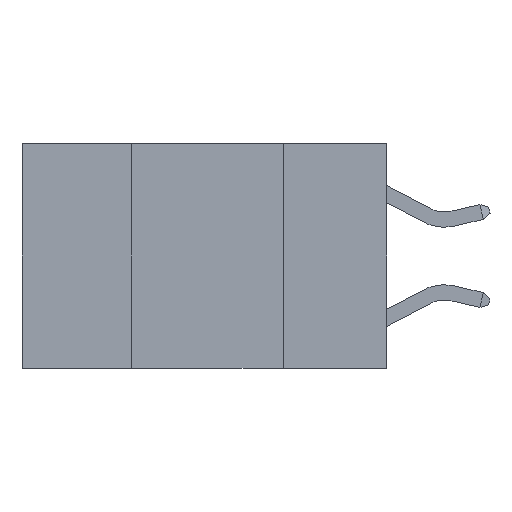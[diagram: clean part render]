
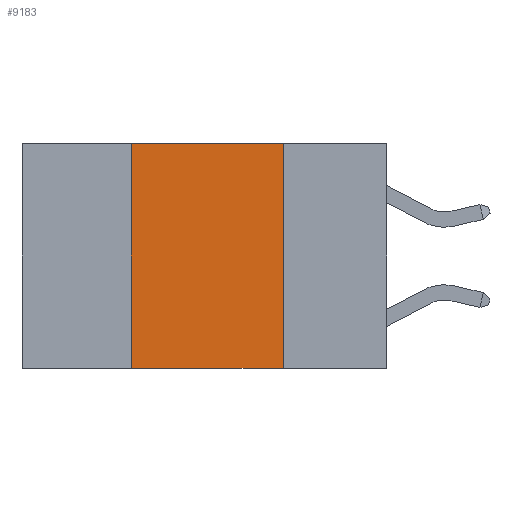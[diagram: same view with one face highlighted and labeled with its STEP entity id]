
A CAD part, left-side view. The second image highlights one B-rep face of the part: STEP entity #9183.
In plain terms, the highlighted planar face has unit normal (-1, 0, 0).
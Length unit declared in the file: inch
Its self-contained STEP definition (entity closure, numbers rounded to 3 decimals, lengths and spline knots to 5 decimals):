
#73 = CARTESIAN_POINT ( 'NONE',  ( 0., 0.42, 0. ) ) ;
#412 = DIRECTION ( 'NONE',  ( 0., -1., 0. ) ) ;
#652 = LINE ( 'NONE', #6688, #10346 ) ;
#693 = CARTESIAN_POINT ( 'NONE',  ( 0., 0.6, 0. ) ) ;
#746 = CARTESIAN_POINT ( 'NONE',  ( 0., 0.17, -0.37 ) ) ;
#1418 = VECTOR ( 'NONE', #412, 39.37008 ) ;
#1555 = ORIENTED_EDGE ( 'NONE', *, *, #11166, .F. ) ;
#1583 = VERTEX_POINT ( 'NONE', #73 ) ;
#1932 = ORIENTED_EDGE ( 'NONE', *, *, #12889, .F. ) ;
#2932 = CARTESIAN_POINT ( 'NONE',  ( 0., 0.17, 0. ) ) ;
#2952 = DIRECTION ( 'NONE',  ( 0., 0., 1. ) ) ;
#4091 = VECTOR ( 'NONE', #2952, 39.37008 ) ;
#4166 = DIRECTION ( 'NONE',  ( 0., 0., -1. ) ) ;
#4409 = PLANE ( 'NONE',  #6346 ) ;
#4456 = ORIENTED_EDGE ( 'NONE', *, *, #11206, .F. ) ;
#4947 = DIRECTION ( 'NONE',  ( 0., -1., 0. ) ) ;
#5771 = DIRECTION ( 'NONE',  ( 1., 0., 0. ) ) ;
#5976 = VERTEX_POINT ( 'NONE', #6952 ) ;
#6346 = AXIS2_PLACEMENT_3D ( 'NONE', #693, #5771, #14298 ) ;
#6688 = CARTESIAN_POINT ( 'NONE',  ( 0., 0.6, -0.37 ) ) ;
#6952 = CARTESIAN_POINT ( 'NONE',  ( 0., 0.17, 0. ) ) ;
#7453 = LINE ( 'NONE', #2932, #13427 ) ;
#7632 = LINE ( 'NONE', #12831, #4091 ) ;
#8598 = ORIENTED_EDGE ( 'NONE', *, *, #8901, .T. ) ;
#8901 = EDGE_CURVE ( 'NONE', #15010, #15691, #652, .T. ) ;
#8917 = CARTESIAN_POINT ( 'NONE',  ( 0., 0.42, -0.37 ) ) ;
#8966 = EDGE_LOOP ( 'NONE', ( #4456, #1555, #1932, #8598 ) ) ;
#9183 = ADVANCED_FACE ( 'NONE', ( #9785 ), #4409, .F. ) ;
#9289 = CARTESIAN_POINT ( 'NONE',  ( 0., 0.6, 0. ) ) ;
#9785 = FACE_OUTER_BOUND ( 'NONE', #8966, .T. ) ;
#10346 = VECTOR ( 'NONE', #4947, 39.37008 ) ;
#11166 = EDGE_CURVE ( 'NONE', #1583, #5976, #14550, .T. ) ;
#11206 = EDGE_CURVE ( 'NONE', #5976, #15691, #7453, .T. ) ;
#12831 = CARTESIAN_POINT ( 'NONE',  ( 0., 0.42, 0. ) ) ;
#12889 = EDGE_CURVE ( 'NONE', #15010, #1583, #7632, .T. ) ;
#13427 = VECTOR ( 'NONE', #4166, 39.37008 ) ;
#14298 = DIRECTION ( 'NONE',  ( 0., 0., -1. ) ) ;
#14550 = LINE ( 'NONE', #9289, #1418 ) ;
#15010 = VERTEX_POINT ( 'NONE', #8917 ) ;
#15691 = VERTEX_POINT ( 'NONE', #746 ) ;
